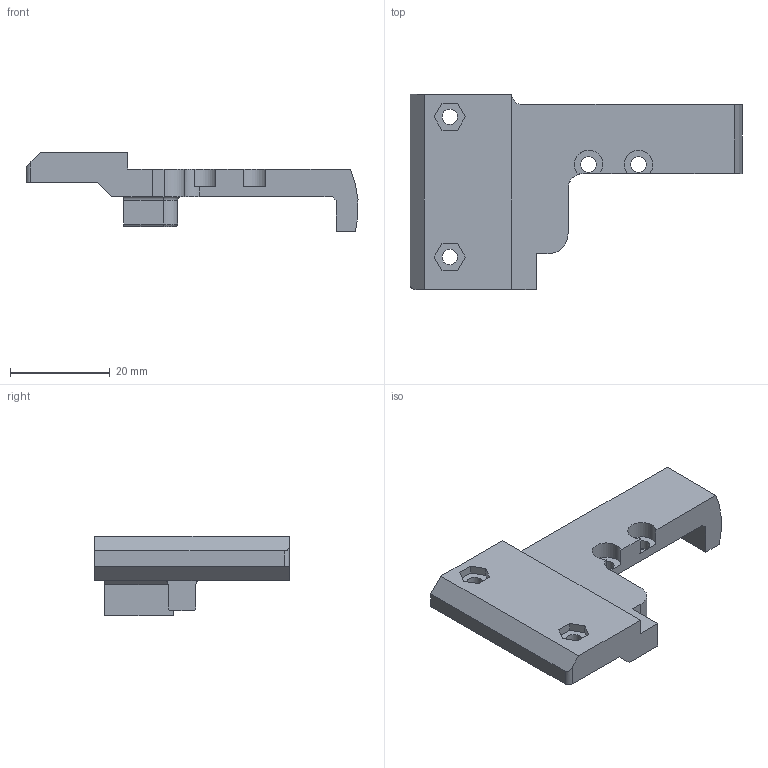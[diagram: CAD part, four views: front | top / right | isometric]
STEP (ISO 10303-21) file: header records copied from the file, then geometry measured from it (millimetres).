
FILE_DESCRIPTION(/* description */ (''),/* implementation_level */ '2;1');
FILE_NAME(/* name */ 'Optical Endstop Adapter.step',/* time_stamp */ '2020-12-05T05:36:20-05:00',/* author */ (''),/* organization */ (''),/* preprocessor_version */ 'ST-DEVELOPER v18.1',/* originating_system */ 'Autodesk Translation Framework v9.3.0.1241',/* authorisation */ '');
FILE_SCHEMA (('AUTOMOTIVE_DESIGN { 1 0 10303 214 3 1 1 }'));
Length unit declared in the file: millimetre
Products named in the file (1): Optical Endstop Adapter
Bounding box: 66.4 x 39 x 15.8 mm (x, y, z)
Volume: 9018.7 mm3; surface area: 5403.4 mm2
Topology: 1 solids, 1 shells, 81 faces, 210 edges, 135 vertices
Faces by surface type: plane 50, cylinder 27, torus 4
Full cylindrical faces by diameter (mm): 3.1 x4
Entity records: 2547 total; most frequent: CARTESIAN_POINT 479, ORIENTED_EDGE 420, DIRECTION 420, EDGE_CURVE 210, LINE 156, VECTOR 156, VERTEX_POINT 135, AXIS2_PLACEMENT_3D 132
